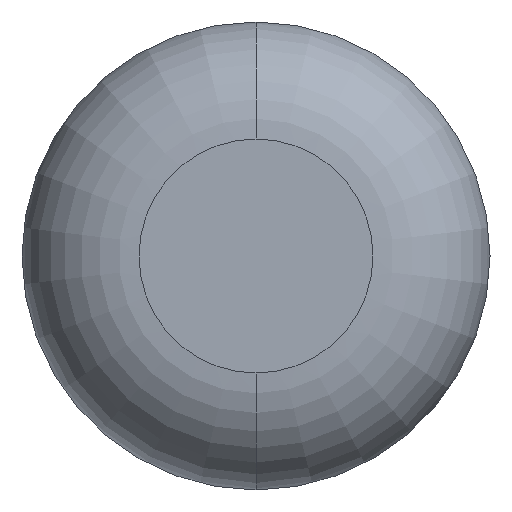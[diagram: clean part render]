
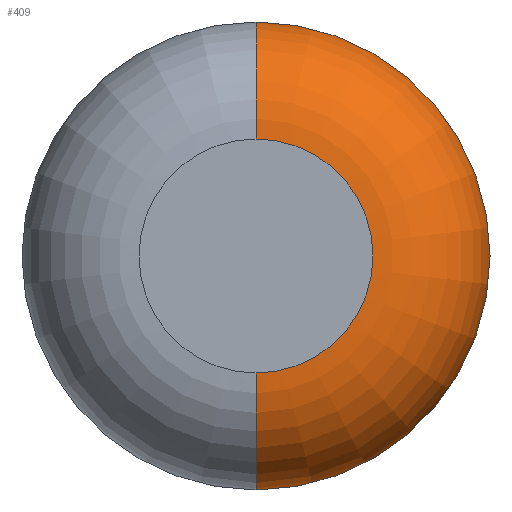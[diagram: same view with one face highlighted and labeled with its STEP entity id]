
A CAD part, front view. The second image highlights one B-rep face of the part: STEP entity #409.
In plain terms, the highlighted toroidal (fillet/blend) face has major radius 6.35 mm and minor radius 6.35 mm.
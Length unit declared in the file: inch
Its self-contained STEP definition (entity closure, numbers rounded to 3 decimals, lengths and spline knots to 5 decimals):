
#13 = DIRECTION ( 'NONE',  ( 0., -1., 0. ) ) ;
#14 = ORIENTED_EDGE ( 'NONE', *, *, #337, .T. ) ;
#31 = EDGE_CURVE ( 'NONE', #314, #460, #307, .T. ) ;
#32 = VERTEX_POINT ( 'NONE', #365 ) ;
#67 = CARTESIAN_POINT ( 'NONE',  ( 0., 0.25, 0. ) ) ;
#94 = CIRCLE ( 'NONE', #233, 0.25 ) ;
#106 = DIRECTION ( 'NONE',  ( 1., 0., 0. ) ) ;
#110 = DIRECTION ( 'NONE',  ( 0., 0., -1. ) ) ;
#114 = CARTESIAN_POINT ( 'NONE',  ( 0., 0.25, -0.5 ) ) ;
#132 = AXIS2_PLACEMENT_3D ( 'NONE', #516, #106, #531 ) ;
#172 = CARTESIAN_POINT ( 'NONE',  ( 0., 0., 0.25 ) ) ;
#175 = DIRECTION ( 'NONE',  ( 0., 0., -1. ) ) ;
#179 = DIRECTION ( 'NONE',  ( 0., 0., 1. ) ) ;
#187 = DIRECTION ( 'NONE',  ( 0., 0., -1. ) ) ;
#231 = EDGE_LOOP ( 'NONE', ( #14, #261, #429, #424 ) ) ;
#233 = AXIS2_PLACEMENT_3D ( 'NONE', #374, #538, #187 ) ;
#247 = DIRECTION ( 'NONE',  ( 0., -1., 0. ) ) ;
#259 = FACE_OUTER_BOUND ( 'NONE', #231, .T. ) ;
#261 = ORIENTED_EDGE ( 'NONE', *, *, #31, .T. ) ;
#275 = CARTESIAN_POINT ( 'NONE',  ( 0., 0.25, -0.25 ) ) ;
#287 = AXIS2_PLACEMENT_3D ( 'NONE', #275, #327, #179 ) ;
#307 = CIRCLE ( 'NONE', #132, 0.25 ) ;
#314 = VERTEX_POINT ( 'NONE', #447 ) ;
#327 = DIRECTION ( 'NONE',  ( -1., 0., 0. ) ) ;
#337 = EDGE_CURVE ( 'NONE', #345, #314, #343, .T. ) ;
#343 = CIRCLE ( 'NONE', #428, 0.5 ) ;
#345 = VERTEX_POINT ( 'NONE', #114 ) ;
#347 = CARTESIAN_POINT ( 'NONE',  ( 0., 0.25, 0. ) ) ;
#365 = CARTESIAN_POINT ( 'NONE',  ( 0., 0., -0.25 ) ) ;
#374 = CARTESIAN_POINT ( 'NONE',  ( 0., 0., 0. ) ) ;
#382 = CIRCLE ( 'NONE', #287, 0.25 ) ;
#383 = TOROIDAL_SURFACE ( 'NONE', #455, 0.25, 0.25 ) ;
#390 = EDGE_CURVE ( 'NONE', #32, #460, #94, .T. ) ;
#409 = ADVANCED_FACE ( 'NONE', ( #259 ), #383, .T. ) ;
#424 = ORIENTED_EDGE ( 'NONE', *, *, #522, .F. ) ;
#428 = AXIS2_PLACEMENT_3D ( 'NONE', #67, #247, #110 ) ;
#429 = ORIENTED_EDGE ( 'NONE', *, *, #390, .F. ) ;
#447 = CARTESIAN_POINT ( 'NONE',  ( 0., 0.25, 0.5 ) ) ;
#455 = AXIS2_PLACEMENT_3D ( 'NONE', #347, #13, #175 ) ;
#460 = VERTEX_POINT ( 'NONE', #172 ) ;
#516 = CARTESIAN_POINT ( 'NONE',  ( 0., 0.25, 0.25 ) ) ;
#522 = EDGE_CURVE ( 'NONE', #345, #32, #382, .T. ) ;
#531 = DIRECTION ( 'NONE',  ( 0., 0., -1. ) ) ;
#538 = DIRECTION ( 'NONE',  ( 0., -1., 0. ) ) ;
